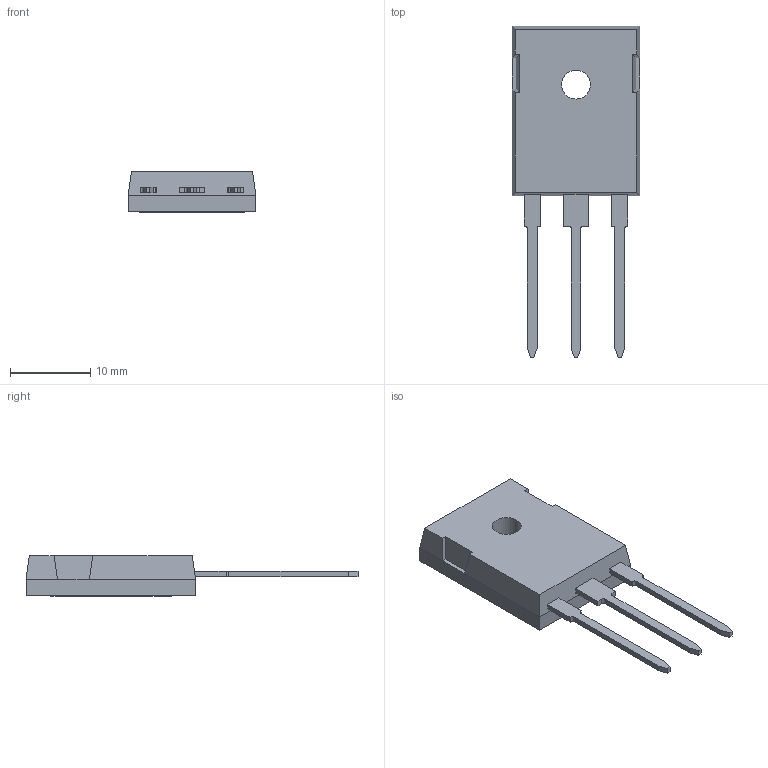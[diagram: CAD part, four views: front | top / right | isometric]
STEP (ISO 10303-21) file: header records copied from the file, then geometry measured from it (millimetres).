
FILE_DESCRIPTION(/* description */ ('Unknown'),/* implementation_level */ '2;1');
FILE_NAME(/* name */ 'IKW25N120H3FKSA1',/* time_stamp */ '2023-09-12T11:50:55+02:00',/* author */ ('Unknown'),/* organization */ ('Unknown'),/* preprocessor_version */ 'ST-DEVELOPER v18.102',/* originating_system */ 'Solid Edge',/* authorisation */ 'Unknown');
FILE_SCHEMA (('AUTOMOTIVE_DESIGN {1 0 10303 214 3 1 1}'));
Length unit declared in the file: millimetre
Products named in the file (1): IKW25N120H3FKSA1
Bounding box: 15.9 x 41.3 x 5.03 mm (x, y, z)
Volume: 1632.1 mm3; surface area: 1305.8 mm2
Topology: 1 solids, 1 shells, 72 faces, 190 edges, 124 vertices
Faces by surface type: plane 64, cylinder 8
Full cylindrical faces by diameter (mm): 3.6 x2
Entity records: 2698 total; most frequent: CARTESIAN_POINT 383, ORIENTED_EDGE 374, DIRECTION 348, EDGE_CURVE 187, LINE 172, VECTOR 172, VERTEX_POINT 123, AXIS2_PLACEMENT_3D 88
